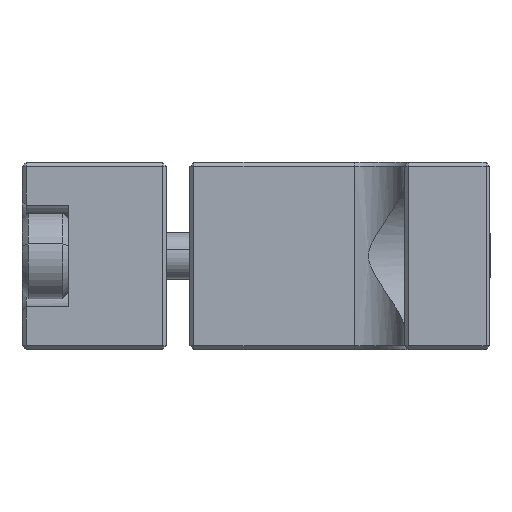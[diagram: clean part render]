
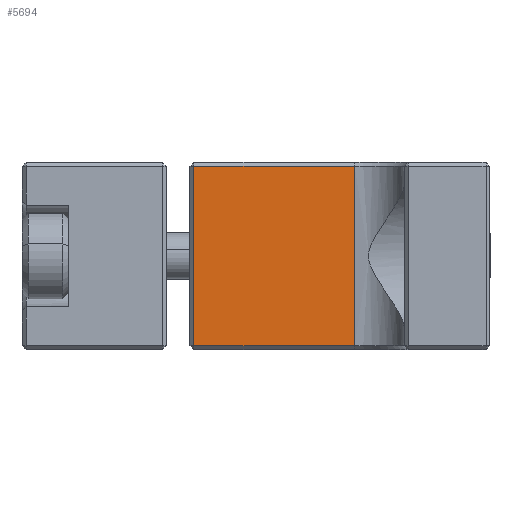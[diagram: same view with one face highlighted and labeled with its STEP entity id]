
A CAD part, left-side view. The second image highlights one B-rep face of the part: STEP entity #5694.
In plain terms, the highlighted planar face has unit normal (-1, 0, 0).
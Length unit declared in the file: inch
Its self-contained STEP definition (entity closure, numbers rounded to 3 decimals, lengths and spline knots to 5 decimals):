
#452 = CARTESIAN_POINT ( 'NONE',  ( -0.43307, -0.44587, 0. ) ) ;
#1349 = ORIENTED_EDGE ( 'NONE', *, *, #4114, .F. ) ;
#1480 = ORIENTED_EDGE ( 'NONE', *, *, #3946, .T. ) ;
#1586 = ORIENTED_EDGE ( 'NONE', *, *, #6662, .T. ) ;
#1614 = LINE ( 'NONE', #452, #3333 ) ;
#1679 = VERTEX_POINT ( 'NONE', #2618 ) ;
#1938 = VECTOR ( 'NONE', #4980, 39.37008 ) ;
#1969 = VECTOR ( 'NONE', #7524, 39.37008 ) ;
#2618 = CARTESIAN_POINT ( 'NONE',  ( -0.43307, -0.03953, 0.22622 ) ) ;
#2919 = CARTESIAN_POINT ( 'NONE',  ( -0.43307, -0.44587, -0.22622 ) ) ;
#3333 = VECTOR ( 'NONE', #6308, 39.37008 ) ;
#3556 = EDGE_LOOP ( 'NONE', ( #1349, #1480, #6077, #1586 ) ) ;
#3680 = CARTESIAN_POINT ( 'NONE',  ( -0.43307, -0.03953, 0. ) ) ;
#3946 = EDGE_CURVE ( 'NONE', #6961, #9124, #1614, .T. ) ;
#4114 = EDGE_CURVE ( 'NONE', #6961, #8328, #7558, .T. ) ;
#4279 = DIRECTION ( 'NONE',  ( -1., 0., 0. ) ) ;
#4612 = CARTESIAN_POINT ( 'NONE',  ( -0.43307, -0.44587, 0.22622 ) ) ;
#4967 = PLANE ( 'NONE',  #8109 ) ;
#4980 = DIRECTION ( 'NONE',  ( 0., 1., 0. ) ) ;
#5548 = FACE_OUTER_BOUND ( 'NONE', #3556, .T. ) ;
#5694 = ADVANCED_FACE ( 'NONE', ( #5548 ), #4967, .T. ) ;
#5866 = DIRECTION ( 'NONE',  ( 0., 0., -1. ) ) ;
#6077 = ORIENTED_EDGE ( 'NONE', *, *, #8560, .T. ) ;
#6308 = DIRECTION ( 'NONE',  ( 0., 0., 1. ) ) ;
#6662 = EDGE_CURVE ( 'NONE', #1679, #8328, #8699, .T. ) ;
#6769 = VECTOR ( 'NONE', #5866, 39.37008 ) ;
#6961 = VERTEX_POINT ( 'NONE', #2919 ) ;
#7524 = DIRECTION ( 'NONE',  ( 0., 1., 0. ) ) ;
#7558 = LINE ( 'NONE', #8667, #1938 ) ;
#7806 = LINE ( 'NONE', #4612, #1969 ) ;
#8109 = AXIS2_PLACEMENT_3D ( 'NONE', #8649, #4279, #9388 ) ;
#8328 = VERTEX_POINT ( 'NONE', #9463 ) ;
#8560 = EDGE_CURVE ( 'NONE', #9124, #1679, #7806, .T. ) ;
#8649 = CARTESIAN_POINT ( 'NONE',  ( -0.43307, -0.44587, 0. ) ) ;
#8667 = CARTESIAN_POINT ( 'NONE',  ( -0.43307, -0.46528, -0.22622 ) ) ;
#8699 = LINE ( 'NONE', #3680, #6769 ) ;
#8833 = CARTESIAN_POINT ( 'NONE',  ( -0.43307, -0.44587, 0.22622 ) ) ;
#9124 = VERTEX_POINT ( 'NONE', #8833 ) ;
#9388 = DIRECTION ( 'NONE',  ( 0., 0., 1. ) ) ;
#9463 = CARTESIAN_POINT ( 'NONE',  ( -0.43307, -0.03953, -0.22622 ) ) ;
